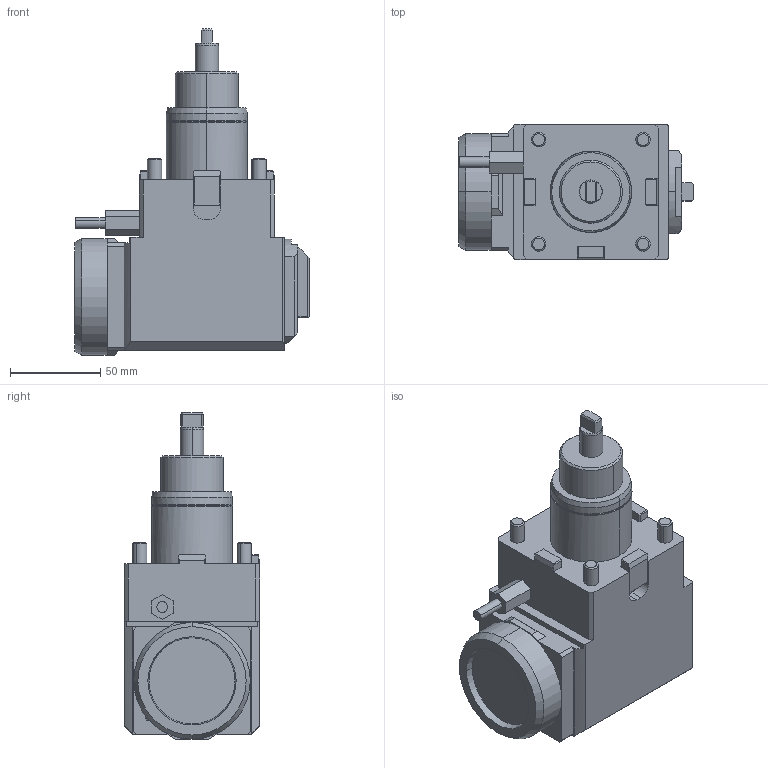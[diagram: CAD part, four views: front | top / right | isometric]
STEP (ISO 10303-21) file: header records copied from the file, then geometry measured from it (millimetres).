
FILE_DESCRIPTION(('HOOPS Exchange Step'),'2;1');
FILE_NAME('Modelcomposition.stp','2024-06-04T21:33:41+00:00',('toolarena-modelservice-ewspro'),('Unknown organisation'),'HOOPS Exchange 2021.2','HOOPS Exchange','Unknown authorisation');
FILE_SCHEMA( ('AP242_MANAGED_MODEL_BASED_3D_ENGINEERING_MIM_LF {1 0 10303 442 1 1 4 }') );
Length unit declared in the file: millimetre
Products named in the file (1): EWS_222159_DIN4003
Bounding box: 130.5 x 75 x 181.5 mm (x, y, z)
Volume: 796332.5 mm3; surface area: 62332 mm2
Topology: 1 solids, 1 shells, 183 faces, 463 edges, 295 vertices
Faces by surface type: plane 113, cylinder 43, cone 23, torus 4
Entity records: 5599 total; most frequent: CARTESIAN_POINT 1046, DIRECTION 963, ORIENTED_EDGE 926, EDGE_CURVE 463, VECTOR 323, LINE 323, AXIS2_PLACEMENT_3D 320, VERTEX_POINT 295
